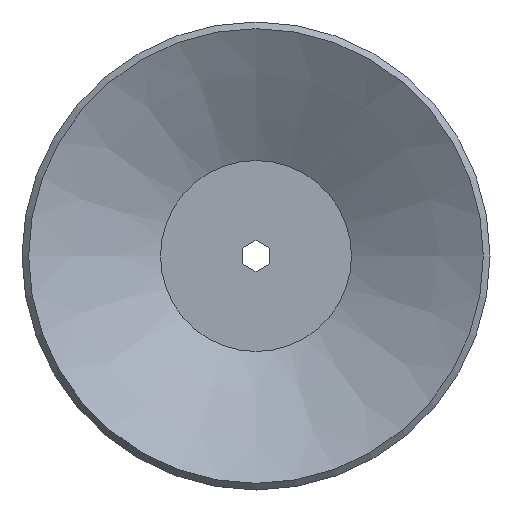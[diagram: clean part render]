
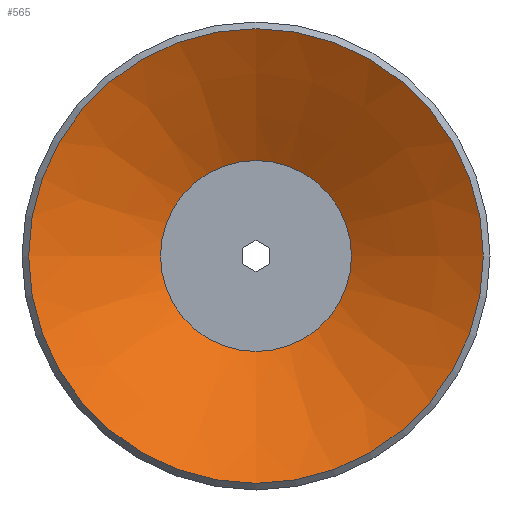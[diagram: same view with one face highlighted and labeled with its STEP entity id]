
A CAD part, front view. The second image highlights one B-rep face of the part: STEP entity #565.
In plain terms, the highlighted conical face has half-angle 60 degrees and reference radius 25 mm.
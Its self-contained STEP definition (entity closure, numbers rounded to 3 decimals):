
#60=CONICAL_SURFACE('',#611,25.,1.047);
#96=ORIENTED_EDGE('',*,*,#163,.F.);
#97=ORIENTED_EDGE('',*,*,#162,.T.);
#162=EDGE_CURVE('',#201,#201,#234,.T.);
#163=EDGE_CURVE('',#202,#202,#235,.T.);
#201=VERTEX_POINT('',#791);
#202=VERTEX_POINT('',#794);
#234=CIRCLE('',#610,25.);
#235=CIRCLE('',#612,10.5);
#267=EDGE_LOOP('',(#96));
#268=EDGE_LOOP('',(#97));
#317=FACE_BOUND('',#267,.T.);
#318=FACE_BOUND('',#268,.T.);
#565=ADVANCED_FACE('',(#317,#318),#60,.F.);
#610=AXIS2_PLACEMENT_3D('',#790,#685,#686);
#611=AXIS2_PLACEMENT_3D('',#792,#687,#688);
#612=AXIS2_PLACEMENT_3D('',#793,#689,#690);
#685=DIRECTION('',(0.,-1.,0.));
#686=DIRECTION('',(0.,0.,-1.));
#687=DIRECTION('',(0.,-1.,0.));
#688=DIRECTION('',(0.,0.,-1.));
#689=DIRECTION('',(0.,-1.,0.));
#690=DIRECTION('',(0.,0.,-1.));
#790=CARTESIAN_POINT('',(0.,0.,0.));
#791=CARTESIAN_POINT('',(0.,0.,-25.));
#792=CARTESIAN_POINT('',(0.,0.,0.));
#793=CARTESIAN_POINT('',(0.,8.372,0.));
#794=CARTESIAN_POINT('',(0.,8.372,-10.5));
